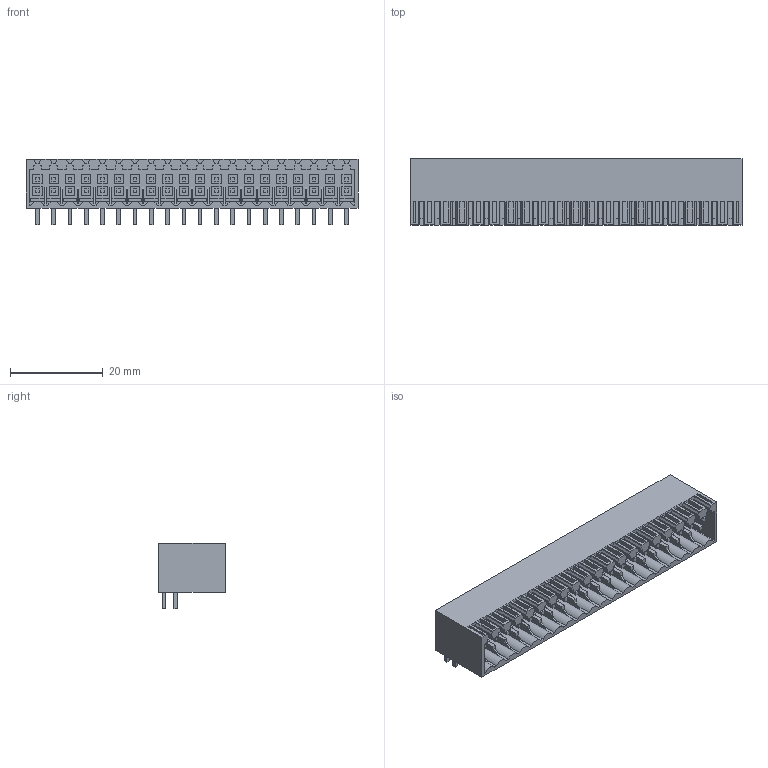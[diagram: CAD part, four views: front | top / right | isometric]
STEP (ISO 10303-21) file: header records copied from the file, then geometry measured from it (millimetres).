
FILE_DESCRIPTION(('CATIA V5 STEP Exchange','CAx-IF Rec.Pracs.--- Model Styling and Organization---1.4--- 2014-01-23'),'2;1');
FILE_NAME ('413983-1_0_2559820000_2559820000.stp','2020-12-15T13:21:03+00:00',('none'),('Weidmueller'),'CATIA Version 5-6 Release 2016 SP3 HF44','CATIA V5 STEP AP214','none');
FILE_SCHEMA(('AUTOMOTIVE_DESIGN { 1 0 10303 214 1 1 1 1 }'));
Length unit declared in the file: millimetre
Products named in the file (1): 2559820000
Bounding box: 71.4 x 14.2 x 14 mm (x, y, z)
Volume: 4884.7 mm3; surface area: 10855.3 mm2
Topology: 81 solids, 81 shells, 1978 faces, 5208 edges, 3473 vertices
Faces by surface type: plane 1938, cylinder 40
Entity records: 53766 total; most frequent: ORIENTED_EDGE 10416, CARTESIAN_POINT 9774, DIRECTION 6658, EDGE_CURVE 5208, VECTOR 5107, LINE 5107, VERTEX_POINT 3473, EDGE_LOOP 2059
